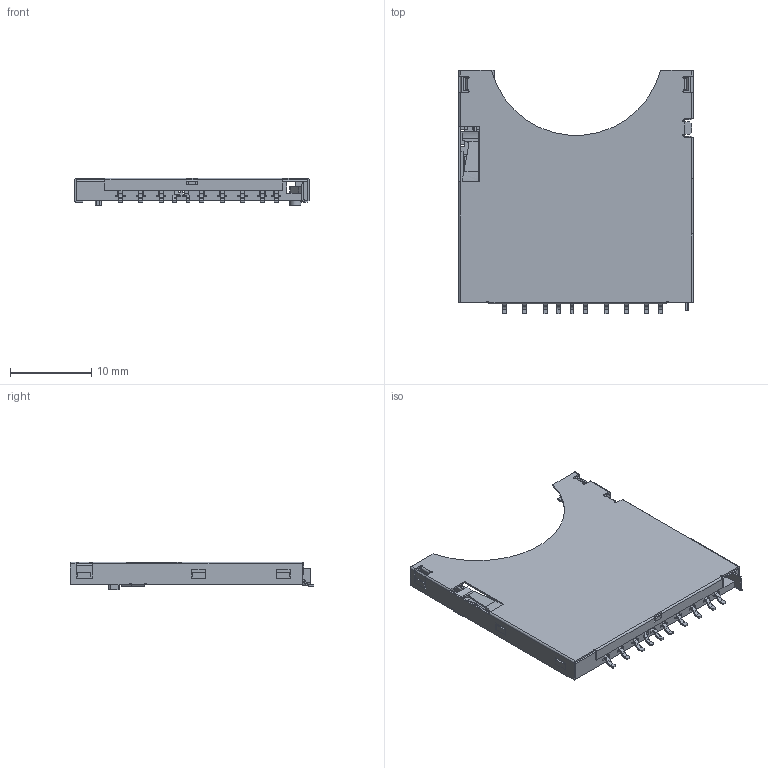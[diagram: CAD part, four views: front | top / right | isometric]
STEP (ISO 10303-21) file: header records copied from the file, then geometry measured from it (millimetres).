
FILE_DESCRIPTION(('STEP AP214'),'1');
FILE_NAME('693061010911.stp','2016-03-17T06:37:51',('TraceParts'),('TraceParts S.A.'),'Spatial InterOp 3D',' ',' ');
FILE_SCHEMA(('automotive_design'));
Length unit declared in the file: millimetre
Products named in the file (16): Assem1|693061010911#693061010911;693061010911; Assem1|693061010911_RESSORT#693061010911_RESSORT;693061010911_RESSORT; Assem1|693061010911_COULISSEAU#693061010911_COULISSEAU;693061010911_COULISSEAU; Assem1|693061010911_AGRAPHE#693061010911_AGRAPHE;693061010911_AGRAPHE; Assem1|693061010911_PIN_MOY#693061010911_PIN_MOY;693061010911_PIN_MOY; Assem1|693061010911_PIN_DTE#693061010911_PIN_DTE;693061010911_PIN_DTE; Assem1|693061010911_PIN_GCH#693061010911_PIN_GCH;693061010911_PIN_GCH; Assem1|693061010911_PIN_LG#693061010911_PIN_LG;693061010911_PIN_LG; Assem1|693061010911_CACHE#693061010911_CACHE;693061010911_CACHE; Assem1|693061010911_PIN_SPE#693061010911_PIN_SPE;693061010911_PIN_SPE
Bounding box: 28.8 x 29.9 x 3.4 mm (x, y, z)
Volume: 594.7 mm3; surface area: 3813.4 mm2
Topology: 16 solids, 16 shells, 1114 faces, 3153 edges, 2040 vertices
Faces by surface type: plane 773, cylinder 282, bspline 45, sphere 6, cone 4, torus 4
Entity records: 50040 total; most frequent: CARTESIAN_POINT 11711, ORIENTED_EDGE 6298, DIRECTION 5827, EDGE_CURVE 3149, LINE 2465, VECTOR 2465, VERTEX_POINT 2040, AXIS2_PLACEMENT_3D 1681
